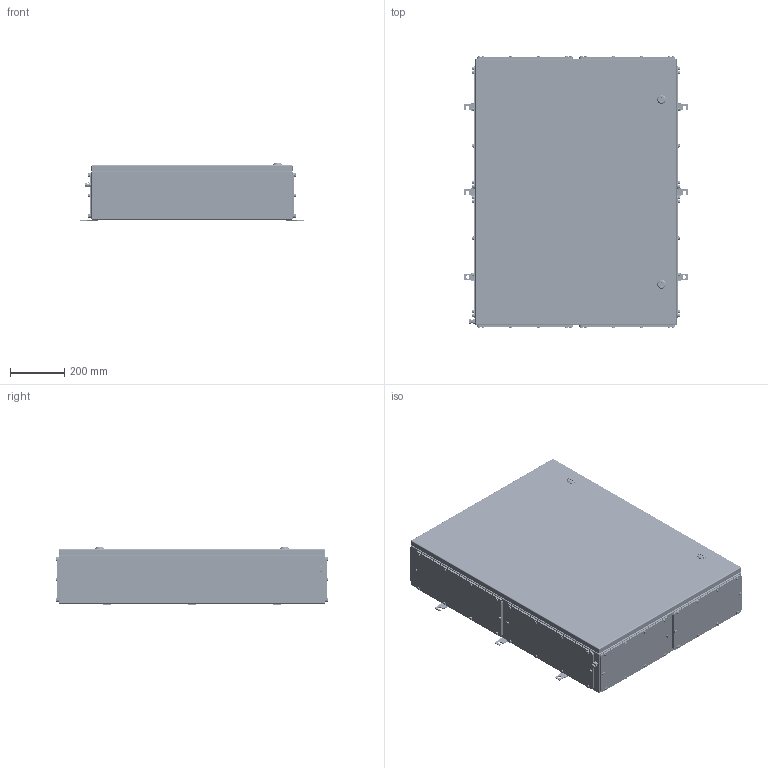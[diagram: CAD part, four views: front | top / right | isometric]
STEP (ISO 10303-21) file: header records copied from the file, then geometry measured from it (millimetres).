
FILE_DESCRIPTION(('CATIA V5 STEP Exchange','CAx-IF Rec.Pracs.--- Model Styling and Organization---1.4--- 2014-01-23'),'2;1');
FILE_NAME ('008876-5_5_1201040000_1201040000.stp','2023-07-21T07:46:56+00:00',('none'),('Weidmueller'),'CATIA Version 5-6 Release 2016 SP3 HF44','CATIA V5 STEP AP214','none');
FILE_SCHEMA(('AUTOMOTIVE_DESIGN { 1 0 10303 214 1 1 1 1 }'));
Products named in the file (1): ZUB_KTB_QL_987420_4GP
Bounding box: 821 x 1002 x 209.8 mm (x, y, z)
Volume: 5276300.7 mm3; surface area: 5545342.1 mm2
Topology: 217 solids, 219 shells, 4581 faces, 10670 edges, 6749 vertices
Faces by surface type: cylinder 2296, plane 1803, cone 402, sphere 48, torus 24, bspline 8
Entity records: 141948 total; most frequent: CARTESIAN_POINT 36439, ORIENTED_EDGE 20880, DIRECTION 18035, EDGE_CURVE 10392, AXIS2_PLACEMENT_3D 8075, VERTEX_POINT 6717, VECTOR 5598, LINE 5598
